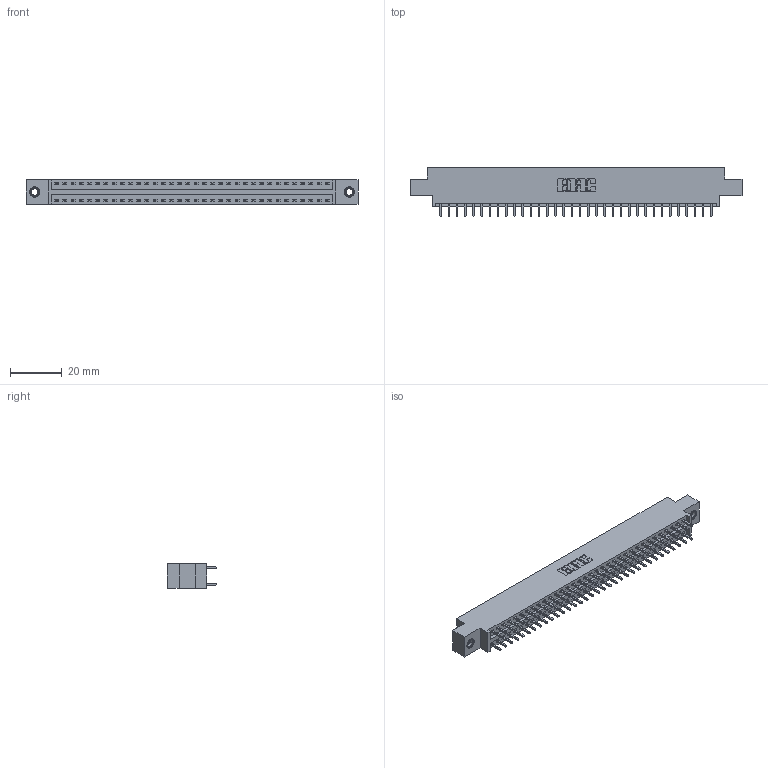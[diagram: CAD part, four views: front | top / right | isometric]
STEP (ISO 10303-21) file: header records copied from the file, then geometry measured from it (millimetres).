
FILE_DESCRIPTION (( 'STEP AP203' ), '1' );
FILE_NAME ('346-068-521-807.STEP', '2018-08-28T12:20:42', ( '' ), ( '' ), 'SwSTEP 2.0', 'SolidWorks 2016', '' );
FILE_SCHEMA (( 'CONFIG_CONTROL_DESIGN' ));
Length unit declared in the file: inch
Products named in the file (4): 346-068-521-807; 346 Part_0.170 Offset - 0.156 Dia-TI; 345-292-001_345-293-121; 345-250-001_345-250-005-103
Assembly tree (71 placements, depth 2):
  346-068-521-807
    346 Part_0.170 Offset - 0.156 Dia-TI
    345-292-001_345-293-121  x68
    345-250-001_345-250-005-103  x2
Bounding box: 128.52 x 19.05 x 9.4 mm (x, y, z)
Volume: 676.6 mm3; surface area: 16754.8 mm2
Topology: 70 solids, 71 shells, 3721 faces, 11017 edges, 7246 vertices
Faces by surface type: plane 2491, cylinder 1214, cone 12, torus 4
Entity records: 24602 total; most frequent: CARTESIAN_POINT 4051, ORIENTED_EDGE 3978, DIRECTION 3647, EDGE_CURVE 1989, LINE 1701, VECTOR 1701, VERTEX_POINT 1320, AXIS2_PLACEMENT_3D 973
